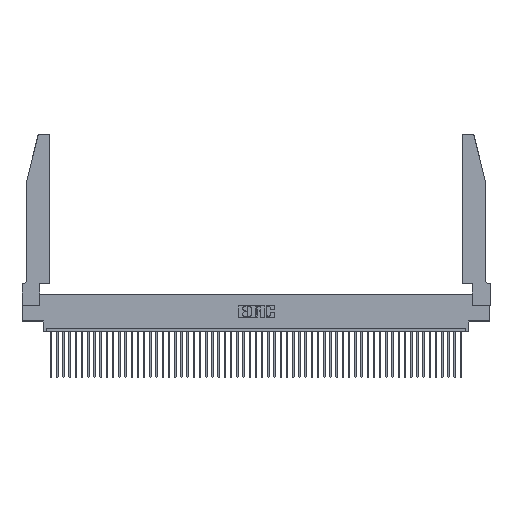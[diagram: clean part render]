
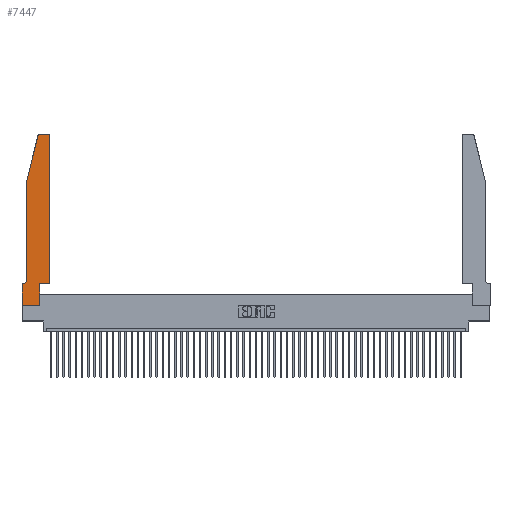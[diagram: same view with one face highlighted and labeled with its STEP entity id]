
A CAD part, top view. The second image highlights one B-rep face of the part: STEP entity #7447.
In plain terms, the highlighted planar face has unit normal (0, 0, 1).
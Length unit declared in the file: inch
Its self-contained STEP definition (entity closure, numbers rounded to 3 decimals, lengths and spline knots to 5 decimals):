
#1515 = VECTOR ( 'NONE', #47936, 39.37008 ) ;
#2707 = DIRECTION ( 'NONE',  ( -0.239, -0.971, 0. ) ) ;
#3381 = VERTEX_POINT ( 'NONE', #4084 ) ;
#3858 = CARTESIAN_POINT ( 'NONE',  ( 0.0755, 0.35, 0.37 ) ) ;
#3977 = CARTESIAN_POINT ( 'NONE',  ( 0.0055, 0.35, 0.37 ) ) ;
#4084 = CARTESIAN_POINT ( 'NONE',  ( 0.4205, 2.75, 0.37 ) ) ;
#4519 = ORIENTED_EDGE ( 'NONE', *, *, #27943, .T. ) ;
#4919 = ORIENTED_EDGE ( 'NONE', *, *, #9430, .T. ) ;
#5044 = VERTEX_POINT ( 'NONE', #16862 ) ;
#5115 = DIRECTION ( 'NONE',  ( -1., 0., 0. ) ) ;
#5883 = ORIENTED_EDGE ( 'NONE', *, *, #36351, .T. ) ;
#5942 = EDGE_LOOP ( 'NONE', ( #12656, #8564, #38576, #17203, #30861, #5883, #23175, #4519, #24388, #4919, #30710, #43270 ) ) ;
#6504 = DIRECTION ( 'NONE',  ( 0., 0., -1. ) ) ;
#6533 = CARTESIAN_POINT ( 'NONE',  ( 0.0755, 0.42, 0.37 ) ) ;
#6656 = DIRECTION ( 'NONE',  ( 1., 0., 0. ) ) ;
#7447 = ADVANCED_FACE ( 'NONE', ( #19281 ), #34710, .T. ) ;
#7476 = DIRECTION ( 'NONE',  ( 0., 0., 1. ) ) ;
#7812 = EDGE_CURVE ( 'NONE', #24346, #9972, #47295, .T. ) ;
#8449 = DIRECTION ( 'NONE',  ( 1., 0., 0. ) ) ;
#8564 = ORIENTED_EDGE ( 'NONE', *, *, #8889, .T. ) ;
#8889 = EDGE_CURVE ( 'NONE', #49601, #19156, #25844, .T. ) ;
#9430 = EDGE_CURVE ( 'NONE', #9972, #15690, #11981, .T. ) ;
#9972 = VERTEX_POINT ( 'NONE', #16587 ) ;
#10856 = DIRECTION ( 'NONE',  ( 1., 0., 0. ) ) ;
#11054 = AXIS2_PLACEMENT_3D ( 'NONE', #23463, #7476, #43769 ) ;
#11619 = CARTESIAN_POINT ( 'NONE',  ( 0.2865, 0.35, 0.37 ) ) ;
#11788 = DIRECTION ( 'NONE',  ( 0., 1., 0. ) ) ;
#11981 = LINE ( 'NONE', #27248, #13159 ) ;
#12184 = EDGE_CURVE ( 'NONE', #47025, #33280, #33009, .T. ) ;
#12656 = ORIENTED_EDGE ( 'NONE', *, *, #32280, .T. ) ;
#13159 = VECTOR ( 'NONE', #6656, 39.37008 ) ;
#13896 = EDGE_CURVE ( 'NONE', #32521, #3381, #30790, .T. ) ;
#14105 = DIRECTION ( 'NONE',  ( 0., 1., 0. ) ) ;
#15181 = EDGE_CURVE ( 'NONE', #19156, #47025, #40581, .T. ) ;
#15690 = VERTEX_POINT ( 'NONE', #38224 ) ;
#15705 = DIRECTION ( 'NONE',  ( 0., 0., 1. ) ) ;
#16565 = DIRECTION ( 'NONE',  ( -1., 0., 0. ) ) ;
#16587 = CARTESIAN_POINT ( 'NONE',  ( 0.2865, 0.35, 0.37 ) ) ;
#16862 = CARTESIAN_POINT ( 'NONE',  ( 0., 0.35, 0.37 ) ) ;
#17203 = ORIENTED_EDGE ( 'NONE', *, *, #12184, .T. ) ;
#18117 = EDGE_CURVE ( 'NONE', #15690, #32521, #30263, .T. ) ;
#18675 = CARTESIAN_POINT ( 'NONE',  ( 0.4505, 2.72, 0.37 ) ) ;
#18717 = CARTESIAN_POINT ( 'NONE',  ( 0., 0.35, 0.37 ) ) ;
#19156 = VERTEX_POINT ( 'NONE', #47705 ) ;
#19281 = FACE_OUTER_BOUND ( 'NONE', #5942, .T. ) ;
#19939 = CARTESIAN_POINT ( 'NONE',  ( 0.0055, 0.42, 0.37 ) ) ;
#19953 = DIRECTION ( 'NONE',  ( 0., 0., 1. ) ) ;
#20431 = CARTESIAN_POINT ( 'NONE',  ( 0.2605, 2.75, 0.37 ) ) ;
#20716 = EDGE_CURVE ( 'NONE', #33280, #29166, #32975, .T. ) ;
#21187 = AXIS2_PLACEMENT_3D ( 'NONE', #18717, #19953, #39648 ) ;
#23175 = ORIENTED_EDGE ( 'NONE', *, *, #45966, .T. ) ;
#23386 = VECTOR ( 'NONE', #23710, 39.37008 ) ;
#23463 = CARTESIAN_POINT ( 'NONE',  ( 0.4205, 2.72, 0.37 ) ) ;
#23710 = DIRECTION ( 'NONE',  ( 0., -1., 0. ) ) ;
#24221 = VECTOR ( 'NONE', #24672, 39.37008 ) ;
#24346 = VERTEX_POINT ( 'NONE', #42047 ) ;
#24388 = ORIENTED_EDGE ( 'NONE', *, *, #7812, .T. ) ;
#24672 = DIRECTION ( 'NONE',  ( -1., 0., 0. ) ) ;
#24767 = CARTESIAN_POINT ( 'NONE',  ( 0.284, 2.75, 0.37 ) ) ;
#25844 = CIRCLE ( 'NONE', #26031, 0.03 ) ;
#26031 = AXIS2_PLACEMENT_3D ( 'NONE', #27878, #15705, #8449 ) ;
#27248 = CARTESIAN_POINT ( 'NONE',  ( 0.4505, 0.35, 0.37 ) ) ;
#27878 = CARTESIAN_POINT ( 'NONE',  ( 0.284, 2.72, 0.37 ) ) ;
#27943 = EDGE_CURVE ( 'NONE', #34685, #24346, #29057, .T. ) ;
#29057 = LINE ( 'NONE', #42372, #46013 ) ;
#29142 = AXIS2_PLACEMENT_3D ( 'NONE', #19939, #6504, #5115 ) ;
#29166 = VERTEX_POINT ( 'NONE', #3977 ) ;
#29200 = LINE ( 'NONE', #20431, #24221 ) ;
#30263 = LINE ( 'NONE', #34328, #40878 ) ;
#30710 = ORIENTED_EDGE ( 'NONE', *, *, #18117, .T. ) ;
#30790 = CIRCLE ( 'NONE', #11054, 0.03 ) ;
#30861 = ORIENTED_EDGE ( 'NONE', *, *, #20716, .T. ) ;
#32280 = EDGE_CURVE ( 'NONE', #3381, #49601, #29200, .T. ) ;
#32521 = VERTEX_POINT ( 'NONE', #18675 ) ;
#32975 = CIRCLE ( 'NONE', #29142, 0.07 ) ;
#33009 = LINE ( 'NONE', #43330, #1515 ) ;
#33184 = LINE ( 'NONE', #3858, #47090 ) ;
#33280 = VERTEX_POINT ( 'NONE', #6533 ) ;
#34270 = CARTESIAN_POINT ( 'NONE',  ( 0.0755, 2., 0.37 ) ) ;
#34328 = CARTESIAN_POINT ( 'NONE',  ( 0.4505, 0.35, 0.37 ) ) ;
#34685 = VERTEX_POINT ( 'NONE', #50586 ) ;
#34710 = PLANE ( 'NONE',  #21187 ) ;
#36351 = EDGE_CURVE ( 'NONE', #29166, #5044, #33184, .T. ) ;
#38224 = CARTESIAN_POINT ( 'NONE',  ( 0.4505, 0.35, 0.37 ) ) ;
#38576 = ORIENTED_EDGE ( 'NONE', *, *, #15181, .T. ) ;
#39648 = DIRECTION ( 'NONE',  ( 1., 0., 0. ) ) ;
#40581 = LINE ( 'NONE', #42692, #48192 ) ;
#40878 = VECTOR ( 'NONE', #14105, 39.37008 ) ;
#40906 = VECTOR ( 'NONE', #11788, 39.37008 ) ;
#42047 = CARTESIAN_POINT ( 'NONE',  ( 0.2865, 0., 0.37 ) ) ;
#42372 = CARTESIAN_POINT ( 'NONE',  ( 0., 0., 0.37 ) ) ;
#42692 = CARTESIAN_POINT ( 'NONE',  ( 0.0755, 2., 0.37 ) ) ;
#43270 = ORIENTED_EDGE ( 'NONE', *, *, #13896, .T. ) ;
#43330 = CARTESIAN_POINT ( 'NONE',  ( 0.0755, 2., 0.37 ) ) ;
#43769 = DIRECTION ( 'NONE',  ( 1., 0., 0. ) ) ;
#43838 = CARTESIAN_POINT ( 'NONE',  ( 0., 0., 0.37 ) ) ;
#45966 = EDGE_CURVE ( 'NONE', #5044, #34685, #48465, .T. ) ;
#46013 = VECTOR ( 'NONE', #10856, 39.37008 ) ;
#47025 = VERTEX_POINT ( 'NONE', #34270 ) ;
#47090 = VECTOR ( 'NONE', #16565, 39.37008 ) ;
#47295 = LINE ( 'NONE', #11619, #40906 ) ;
#47705 = CARTESIAN_POINT ( 'NONE',  ( 0.25487, 2.72718, 0.37 ) ) ;
#47936 = DIRECTION ( 'NONE',  ( 0., -1., 0. ) ) ;
#48192 = VECTOR ( 'NONE', #2707, 39.37008 ) ;
#48465 = LINE ( 'NONE', #43838, #23386 ) ;
#49601 = VERTEX_POINT ( 'NONE', #24767 ) ;
#50586 = CARTESIAN_POINT ( 'NONE',  ( 0., 0., 0.37 ) ) ;
